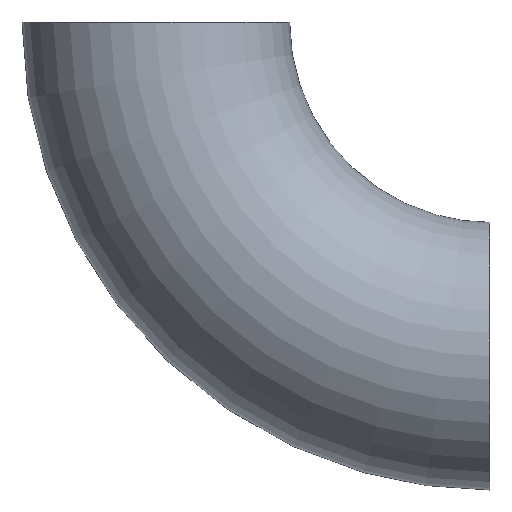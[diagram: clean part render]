
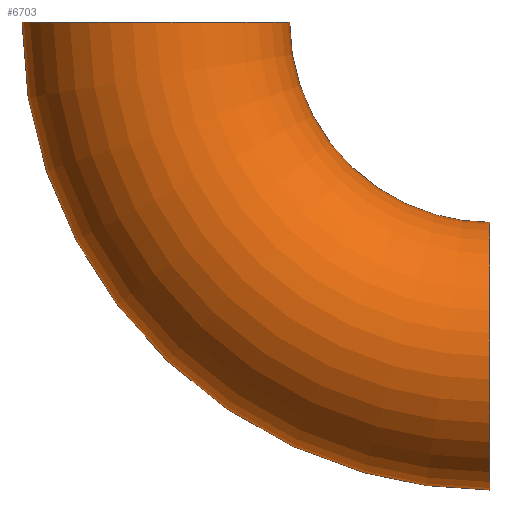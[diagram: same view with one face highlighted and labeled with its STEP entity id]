
A CAD part, left-side view. The second image highlights one B-rep face of the part: STEP entity #6703.
In plain terms, the highlighted toroidal (fillet/blend) face has major radius 95 mm and minor radius 38.05 mm.
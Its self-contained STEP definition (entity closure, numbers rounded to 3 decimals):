
#706 = AXIS2_PLACEMENT_3D ( 'NONE', #3038, #7300, #10074 ) ;
#953 = FACE_OUTER_BOUND ( 'NONE', #5499, .T. ) ;
#1146 = CARTESIAN_POINT ( 'NONE',  ( 0., 56.95, 0. ) ) ;
#1391 = ORIENTED_EDGE ( 'NONE', *, *, #5092, .T. ) ;
#1540 = CARTESIAN_POINT ( 'NONE',  ( 0., 0., -95. ) ) ;
#3038 = CARTESIAN_POINT ( 'NONE',  ( 0., 0., 0. ) ) ;
#4118 = ORIENTED_EDGE ( 'NONE', *, *, #10208, .F. ) ;
#4207 = CIRCLE ( 'NONE', #10098, 38.05 ) ;
#4306 = DIRECTION ( 'NONE',  ( 0., 0., 1. ) ) ;
#5074 = DIRECTION ( 'NONE',  ( 0., 1., 0. ) ) ;
#5092 = EDGE_CURVE ( 'NONE', #6402, #6402, #5970, .T. ) ;
#5336 = TOROIDAL_SURFACE ( 'NONE', #706, 95., 38.05 ) ;
#5499 = EDGE_LOOP ( 'NONE', ( #4118 ) ) ;
#5511 = CARTESIAN_POINT ( 'NONE',  ( 0., 0., -56.95 ) ) ;
#5970 = CIRCLE ( 'NONE', #9454, 38.05 ) ;
#6402 = VERTEX_POINT ( 'NONE', #5511 ) ;
#6703 = ADVANCED_FACE ( 'NONE', ( #953, #9333 ), #5336, .T. ) ;
#7300 = DIRECTION ( 'NONE',  ( -1., 0., 0. ) ) ;
#7679 = CARTESIAN_POINT ( 'NONE',  ( 0., 95., 0. ) ) ;
#9333 = FACE_OUTER_BOUND ( 'NONE', #9464, .T. ) ;
#9454 = AXIS2_PLACEMENT_3D ( 'NONE', #1540, #5074, #4306 ) ;
#9464 = EDGE_LOOP ( 'NONE', ( #1391 ) ) ;
#10074 = DIRECTION ( 'NONE',  ( 0., 0., 1. ) ) ;
#10098 = AXIS2_PLACEMENT_3D ( 'NONE', #7679, #11308, #11224 ) ;
#10208 = EDGE_CURVE ( 'NONE', #11101, #11101, #4207, .T. ) ;
#11101 = VERTEX_POINT ( 'NONE', #1146 ) ;
#11224 = DIRECTION ( 'NONE',  ( 0., -1., 0. ) ) ;
#11308 = DIRECTION ( 'NONE',  ( 0., 0., 1. ) ) ;
